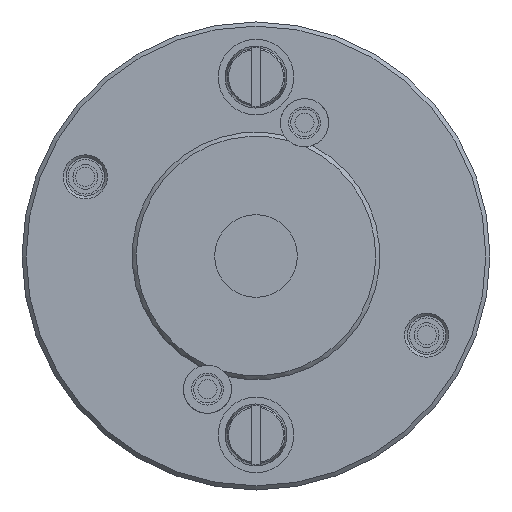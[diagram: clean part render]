
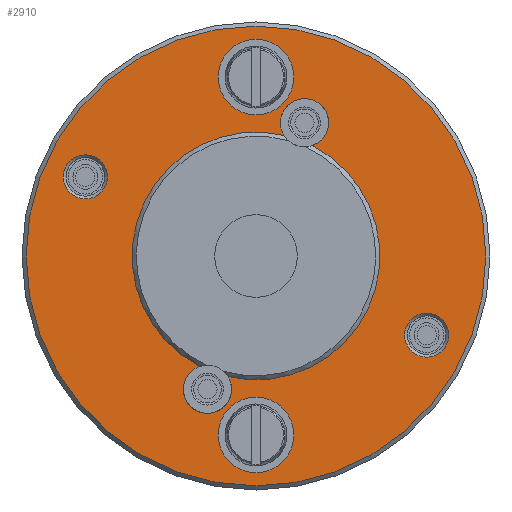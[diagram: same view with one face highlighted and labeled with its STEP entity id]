
A CAD part, left-side view. The second image highlights one B-rep face of the part: STEP entity #2910.
In plain terms, the highlighted planar face has unit normal (-1, 0, 0).
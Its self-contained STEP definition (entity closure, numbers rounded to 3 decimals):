
#9 = DIRECTION ( 'NONE',  ( -1., 0., 0. ) ) ;
#66 = EDGE_LOOP ( 'NONE', ( #728 ) ) ;
#86 = DIRECTION ( 'NONE',  ( 0., 0., -1. ) ) ;
#140 = EDGE_LOOP ( 'NONE', ( #764, #2673, #636, #654 ) ) ;
#154 = FACE_BOUND ( 'NONE', #140, .T. ) ;
#160 = DIRECTION ( 'NONE',  ( 0., 0., -1. ) ) ;
#186 = EDGE_LOOP ( 'NONE', ( #270 ) ) ;
#219 = FACE_BOUND ( 'NONE', #1356, .T. ) ;
#220 = CIRCLE ( 'NONE', #1058, 1.75 ) ;
#224 = EDGE_CURVE ( 'Defeature ausgef�hrt1_53+Defeature ausgef�hrt1_5+Defeature ausgef�hrt1_4+Defeature ausgef�hrt1_3', #1229, #390, #2100, .T. ) ;
#233 = PLANE ( 'NONE',  #909 ) ;
#243 = CIRCLE ( 'NONE', #2321, 16.7 ) ;
#270 = ORIENTED_EDGE ( 'NONE', *, *, #552, .F. ) ;
#272 = CARTESIAN_POINT ( 'NONE',  ( -8.9, 0., 0. ) ) ;
#286 = DIRECTION ( 'NONE',  ( -1., 0., 0. ) ) ;
#336 = CARTESIAN_POINT ( 'NONE',  ( -8.9, -3.523, 9.679 ) ) ;
#350 = DIRECTION ( 'NONE',  ( -1., 0., 0. ) ) ;
#390 = VERTEX_POINT ( 'NONE', #2045 ) ;
#406 = DIRECTION ( 'NONE',  ( 0., 0., -1. ) ) ;
#459 = AXIS2_PLACEMENT_3D ( 'NONE', #1598, #1482, #1467 ) ;
#521 = DIRECTION ( 'NONE',  ( -1., 0., 0. ) ) ;
#523 = ORIENTED_EDGE ( 'NONE', *, *, #1208, .T. ) ;
#549 = DIRECTION ( 'NONE',  ( 0., 0., 1. ) ) ;
#551 = VERTEX_POINT ( 'NONE', #686 ) ;
#552 = EDGE_CURVE ( 'NONE', #1322, #1322, #2486, .T. ) ;
#578 = EDGE_CURVE ( 'NONE', #1371, #1371, #1888, .T. ) ;
#585 = CIRCLE ( 'NONE', #2565, 1.6 ) ;
#636 = ORIENTED_EDGE ( 'NONE', *, *, #939, .F. ) ;
#637 = ORIENTED_EDGE ( 'NONE', *, *, #578, .F. ) ;
#654 = ORIENTED_EDGE ( 'NONE', *, *, #224, .F. ) ;
#662 = EDGE_LOOP ( 'NONE', ( #637 ) ) ;
#686 = CARTESIAN_POINT ( 'NONE',  ( -8.9, 4.083, -8.021 ) ) ;
#708 = DIRECTION ( 'NONE',  ( 0., 0., -1. ) ) ;
#714 = CARTESIAN_POINT ( 'NONE',  ( -8.9, 0., -13. ) ) ;
#728 = ORIENTED_EDGE ( 'NONE', *, *, #809, .T. ) ;
#743 = DIRECTION ( 'NONE',  ( 0., 0., -1. ) ) ;
#755 = CARTESIAN_POINT ( 'NONE',  ( -8.9, -4.083, 8.021 ) ) ;
#764 = ORIENTED_EDGE ( 'NONE', *, *, #1115, .F. ) ;
#809 = EDGE_CURVE ( 'NONE', #2263, #2263, #243, .T. ) ;
#909 = AXIS2_PLACEMENT_3D ( 'NONE', #272, #286, #406 ) ;
#910 = CARTESIAN_POINT ( 'NONE',  ( -8.9, -12.4, -7.35 ) ) ;
#939 = EDGE_CURVE ( 'Defeature ausgef�hrt1_3+Defeature ausgef�hrt1_5+Defeature ausgef�hrt1_53+Defeature ausgef�hrt1_62', #390, #551, #2535, .T. ) ;
#1058 = AXIS2_PLACEMENT_3D ( 'NONE', #2753, #521, #1403 ) ;
#1092 = VERTEX_POINT ( 'NONE', #910 ) ;
#1115 = EDGE_CURVE ( 'Defeature ausgef�hrt1_4+Defeature ausgef�hrt1_5+Defeature ausgef�hrt1_62+Defeature ausgef�hrt1_53', #1631, #1229, #2395, .T. ) ;
#1208 = EDGE_CURVE ( 'NONE', #1092, #1092, #585, .T. ) ;
#1229 = VERTEX_POINT ( 'NONE', #755 ) ;
#1269 = DIRECTION ( 'NONE',  ( -1., 0., 0. ) ) ;
#1322 = VERTEX_POINT ( 'NONE', #1359 ) ;
#1341 = FACE_BOUND ( 'NONE', #2468, .T. ) ;
#1354 = DIRECTION ( 'NONE',  ( -1., 0., 0. ) ) ;
#1356 = EDGE_LOOP ( 'NONE', ( #523 ) ) ;
#1358 = DIRECTION ( 'NONE',  ( 0., 0., -1. ) ) ;
#1359 = CARTESIAN_POINT ( 'NONE',  ( -8.9, 0., -15.75 ) ) ;
#1364 = AXIS2_PLACEMENT_3D ( 'NONE', #2031, #1892, #86 ) ;
#1371 = VERTEX_POINT ( 'NONE', #1374 ) ;
#1374 = CARTESIAN_POINT ( 'NONE',  ( -8.9, 0., 15.75 ) ) ;
#1403 = DIRECTION ( 'NONE',  ( 0., 0., -1. ) ) ;
#1467 = DIRECTION ( 'NONE',  ( 0., 0., -1. ) ) ;
#1482 = DIRECTION ( 'NONE',  ( -1., 0., 0. ) ) ;
#1598 = CARTESIAN_POINT ( 'NONE',  ( -8.9, 0., 0. ) ) ;
#1631 = VERTEX_POINT ( 'NONE', #1851 ) ;
#1662 = EDGE_CURVE ( 'Defeature ausgef�hrt1_62+Defeature ausgef�hrt1_5+Defeature ausgef�hrt1_3+Defeature ausgef�hrt1_4', #551, #1631, #220, .T. ) ;
#1729 = FACE_BOUND ( 'NONE', #186, .T. ) ;
#1758 = FACE_OUTER_BOUND ( 'NONE', #66, .T. ) ;
#1796 = CARTESIAN_POINT ( 'NONE',  ( -8.9, 0., 13. ) ) ;
#1851 = CARTESIAN_POINT ( 'NONE',  ( -8.9, 2.028, -8.768 ) ) ;
#1888 = CIRCLE ( 'NONE', #2573, 2.75 ) ;
#1892 = DIRECTION ( 'NONE',  ( -1., 0., 0. ) ) ;
#1948 = FACE_BOUND ( 'NONE', #662, .T. ) ;
#1998 = CIRCLE ( 'NONE', #2000, 1.6 ) ;
#2000 = AXIS2_PLACEMENT_3D ( 'NONE', #2238, #2257, #2339 ) ;
#2031 = CARTESIAN_POINT ( 'NONE',  ( -8.9, 0., 0. ) ) ;
#2045 = CARTESIAN_POINT ( 'NONE',  ( -8.9, -2.028, 8.768 ) ) ;
#2100 = CIRCLE ( 'NONE', #2370, 1.75 ) ;
#2106 = CARTESIAN_POINT ( 'NONE',  ( -8.9, -12.4, -5.75 ) ) ;
#2238 = CARTESIAN_POINT ( 'NONE',  ( -8.9, 12.4, 5.75 ) ) ;
#2257 = DIRECTION ( 'NONE',  ( 1., 0., 0. ) ) ;
#2261 = ORIENTED_EDGE ( 'NONE', *, *, #2523, .T. ) ;
#2263 = VERTEX_POINT ( 'NONE', #2367 ) ;
#2321 = AXIS2_PLACEMENT_3D ( 'NONE', #2525, #1354, #1358 ) ;
#2339 = DIRECTION ( 'NONE',  ( 0., 0., -1. ) ) ;
#2367 = CARTESIAN_POINT ( 'NONE',  ( -8.9, 0., -16.7 ) ) ;
#2370 = AXIS2_PLACEMENT_3D ( 'NONE', #336, #350, #743 ) ;
#2395 = CIRCLE ( 'NONE', #459, 9. ) ;
#2460 = AXIS2_PLACEMENT_3D ( 'NONE', #714, #1269, #708 ) ;
#2468 = EDGE_LOOP ( 'NONE', ( #2261 ) ) ;
#2486 = CIRCLE ( 'NONE', #2460, 2.75 ) ;
#2523 = EDGE_CURVE ( 'NONE', #2658, #2658, #1998, .T. ) ;
#2525 = CARTESIAN_POINT ( 'NONE',  ( -8.9, 0., 0. ) ) ;
#2535 = CIRCLE ( 'NONE', #1364, 9. ) ;
#2565 = AXIS2_PLACEMENT_3D ( 'NONE', #2106, #2812, #160 ) ;
#2573 = AXIS2_PLACEMENT_3D ( 'NONE', #1796, #9, #549 ) ;
#2658 = VERTEX_POINT ( 'NONE', #2672 ) ;
#2672 = CARTESIAN_POINT ( 'NONE',  ( -8.9, 12.4, 4.15 ) ) ;
#2673 = ORIENTED_EDGE ( 'NONE', *, *, #1662, .F. ) ;
#2753 = CARTESIAN_POINT ( 'NONE',  ( -8.9, 3.523, -9.679 ) ) ;
#2812 = DIRECTION ( 'NONE',  ( 1., 0., 0. ) ) ;
#2910 = ADVANCED_FACE ( 'Defeature ausgef�hrt1_5', ( #1341, #219, #154, #1758, #1948, #1729 ), #233, .T. ) ;
